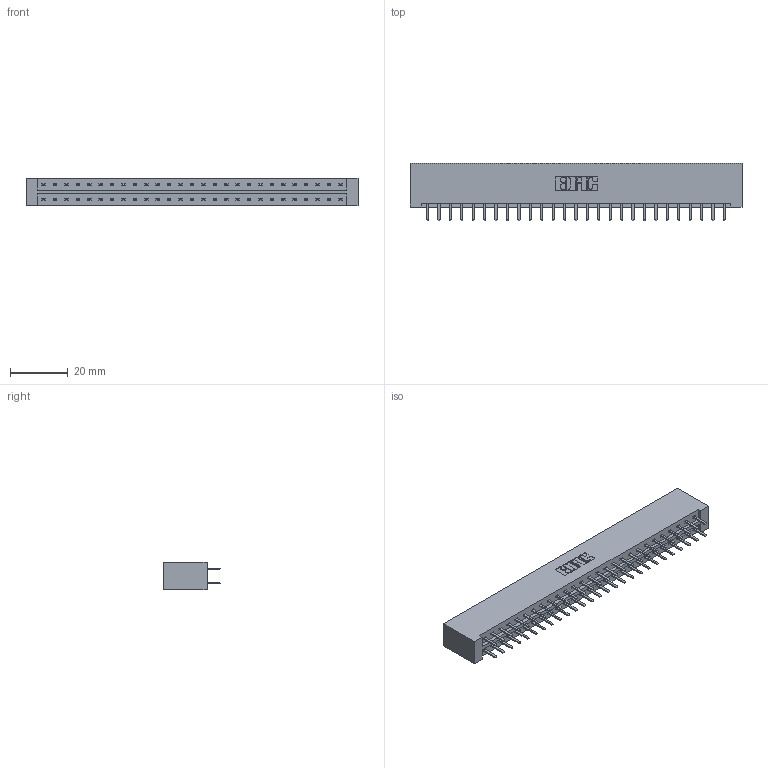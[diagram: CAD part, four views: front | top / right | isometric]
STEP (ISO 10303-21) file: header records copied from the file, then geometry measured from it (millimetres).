
FILE_DESCRIPTION (( 'STEP AP203' ), '1' );
FILE_NAME ('333-054-520-201.STEP', '2018-08-04T03:28:40', ( '' ), ( '' ), 'SwSTEP 2.0', 'SolidWorks 2016', '' );
FILE_SCHEMA (( 'CONFIG_CONTROL_DESIGN' ));
Length unit declared in the file: inch
Products named in the file (3): 333 Part_Lugless; 345-292-001_345-293-120; 333-054-520-201
Assembly tree (55 placements, depth 2):
  333-054-520-201
    333 Part_Lugless
    345-292-001_345-293-120  x54
Bounding box: 115.24 x 20.02 x 9.4 mm (x, y, z)
Volume: 12233.5 mm3; surface area: 14263.4 mm2
Topology: 55 solids, 55 shells, 3130 faces, 9089 edges, 5914 vertices
Faces by surface type: plane 2118, cylinder 1012
Entity records: 19147 total; most frequent: CARTESIAN_POINT 3202, ORIENTED_EDGE 3126, DIRECTION 2743, EDGE_CURVE 1563, VECTOR 1439, LINE 1439, VERTEX_POINT 1038, AXIS2_PLACEMENT_3D 652
